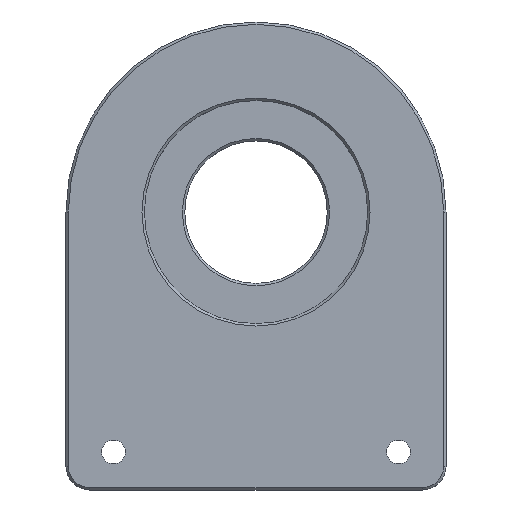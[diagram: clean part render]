
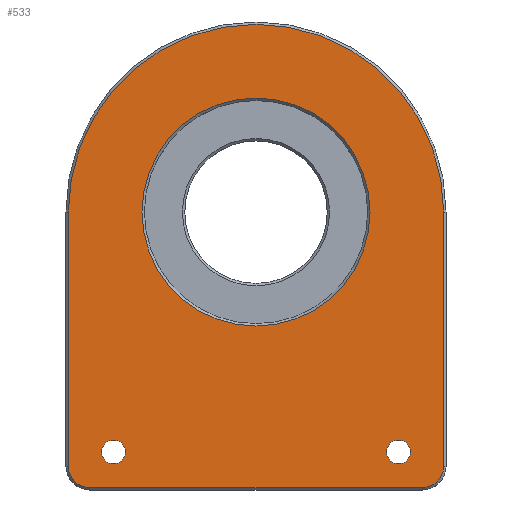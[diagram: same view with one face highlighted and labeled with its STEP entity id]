
A CAD part, top view. The second image highlights one B-rep face of the part: STEP entity #533.
In plain terms, the highlighted planar face has unit normal (0, 0, 1).
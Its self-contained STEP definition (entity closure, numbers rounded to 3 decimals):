
#15=FACE_BOUND('',#126,.T.);
#16=FACE_BOUND('',#127,.T.);
#17=FACE_BOUND('',#128,.T.);
#43=CIRCLE('',#583,4.5);
#45=CIRCLE('',#587,4.5);
#46=CIRCLE('',#590,39.5);
#49=CIRCLE('',#597,24.);
#50=CIRCLE('',#598,2.5);
#51=CIRCLE('',#599,2.5);
#89=FACE_OUTER_BOUND('',#125,.T.);
#125=EDGE_LOOP('',(#410,#411,#412,#413,#414,#415));
#126=EDGE_LOOP('',(#416));
#127=EDGE_LOOP('',(#417));
#128=EDGE_LOOP('',(#418));
#173=LINE('',#822,#215);
#177=LINE('',#834,#219);
#179=LINE('',#843,#221);
#215=VECTOR('',#650,10.);
#219=VECTOR('',#662,10.);
#221=VECTOR('',#672,10.);
#254=VERTEX_POINT('',#815);
#257=VERTEX_POINT('',#820);
#258=VERTEX_POINT('',#824);
#260=VERTEX_POINT('',#830);
#262=VERTEX_POINT('',#836);
#264=VERTEX_POINT('',#842);
#274=VERTEX_POINT('',#873);
#275=VERTEX_POINT('',#875);
#276=VERTEX_POINT('',#877);
#304=EDGE_CURVE('',#257,#254,#173,.T.);
#307=EDGE_CURVE('',#254,#258,#43,.T.);
#310=EDGE_CURVE('',#258,#260,#177,.T.);
#313=EDGE_CURVE('',#260,#262,#45,.T.);
#314=EDGE_CURVE('',#262,#264,#179,.T.);
#317=EDGE_CURVE('',#264,#257,#46,.T.);
#330=EDGE_CURVE('',#274,#274,#49,.T.);
#331=EDGE_CURVE('',#275,#275,#50,.T.);
#332=EDGE_CURVE('',#276,#276,#51,.T.);
#410=ORIENTED_EDGE('',*,*,#304,.F.);
#411=ORIENTED_EDGE('',*,*,#317,.F.);
#412=ORIENTED_EDGE('',*,*,#314,.F.);
#413=ORIENTED_EDGE('',*,*,#313,.F.);
#414=ORIENTED_EDGE('',*,*,#310,.F.);
#415=ORIENTED_EDGE('',*,*,#307,.F.);
#416=ORIENTED_EDGE('',*,*,#330,.F.);
#417=ORIENTED_EDGE('',*,*,#331,.T.);
#418=ORIENTED_EDGE('',*,*,#332,.T.);
#513=PLANE('',#596);
#533=ADVANCED_FACE('',(#89,#15,#16,#17),#513,.T.);
#583=AXIS2_PLACEMENT_3D('',#828,#656,#657);
#587=AXIS2_PLACEMENT_3D('',#840,#668,#669);
#590=AXIS2_PLACEMENT_3D('',#848,#677,#678);
#596=AXIS2_PLACEMENT_3D('',#872,#699,#700);
#597=AXIS2_PLACEMENT_3D('',#874,#701,#702);
#598=AXIS2_PLACEMENT_3D('',#876,#703,#704);
#599=AXIS2_PLACEMENT_3D('',#878,#705,#706);
#650=DIRECTION('',(0.,-1.,0.));
#656=DIRECTION('center_axis',(0.,0.,-1.));
#657=DIRECTION('ref_axis',(0.707,-0.707,0.));
#662=DIRECTION('',(-1.,0.,0.));
#668=DIRECTION('center_axis',(0.,0.,-1.));
#669=DIRECTION('ref_axis',(-0.707,-0.707,0.));
#672=DIRECTION('',(0.,1.,0.));
#677=DIRECTION('center_axis',(0.,0.,-1.));
#678=DIRECTION('ref_axis',(1.,0.,0.));
#699=DIRECTION('center_axis',(0.,0.,1.));
#700=DIRECTION('ref_axis',(1.,0.,0.));
#701=DIRECTION('center_axis',(0.,0.,1.));
#702=DIRECTION('ref_axis',(-1.,0.,0.));
#703=DIRECTION('center_axis',(0.,0.,-1.));
#704=DIRECTION('ref_axis',(1.,0.,0.));
#705=DIRECTION('center_axis',(0.,0.,-1.));
#706=DIRECTION('ref_axis',(1.,0.,0.));
#815=CARTESIAN_POINT('',(39.5,-16.,70.));
#820=CARTESIAN_POINT('',(39.5,37.5,70.));
#822=CARTESIAN_POINT('',(39.5,17.844,70.));
#824=CARTESIAN_POINT('',(35.,-20.5,70.));
#828=CARTESIAN_POINT('Origin',(35.,-16.,70.));
#830=CARTESIAN_POINT('',(-35.,-20.5,70.));
#834=CARTESIAN_POINT('',(0.,-20.5,70.));
#836=CARTESIAN_POINT('',(-39.5,-16.,70.));
#840=CARTESIAN_POINT('Origin',(-35.,-16.,70.));
#842=CARTESIAN_POINT('',(-39.5,37.5,70.));
#843=CARTESIAN_POINT('',(-39.5,34.594,70.));
#848=CARTESIAN_POINT('Origin',(0.,37.5,70.));
#872=CARTESIAN_POINT('Origin',(0.,31.688,70.));
#873=CARTESIAN_POINT('',(24.,37.5,70.));
#874=CARTESIAN_POINT('Origin',(0.,37.5,70.));
#875=CARTESIAN_POINT('',(-27.5,-13.,70.));
#876=CARTESIAN_POINT('Origin',(-30.,-13.,70.));
#877=CARTESIAN_POINT('',(32.5,-13.,70.));
#878=CARTESIAN_POINT('Origin',(30.,-13.,70.));
